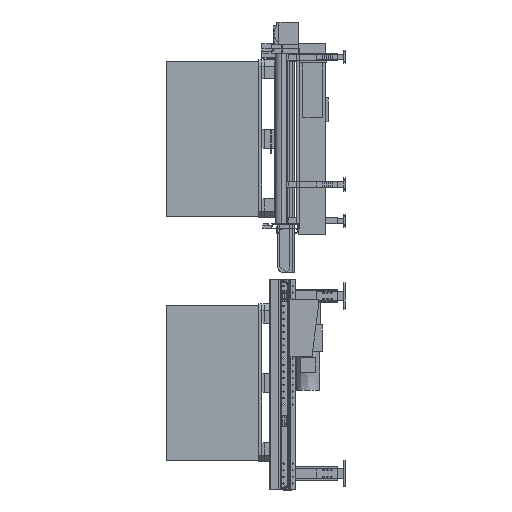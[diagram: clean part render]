
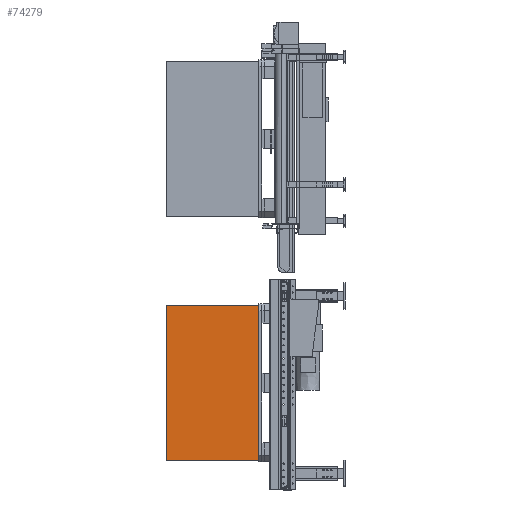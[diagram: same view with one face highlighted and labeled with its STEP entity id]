
A CAD part, left-side view. The second image highlights one B-rep face of the part: STEP entity #74279.
In plain terms, the highlighted free-form (B-spline) face has degree [1, 1] with [2, 2] control points.
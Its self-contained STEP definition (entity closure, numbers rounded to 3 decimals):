
#74250 = VERTEX_POINT('',#74251);
#74251 = CARTESIAN_POINT('',(82.326,710.088,
    -1327.009));
#74256 = EDGE_CURVE('',#74257,#74250,#74259,.T.);
#74257 = VERTEX_POINT('',#74258);
#74258 = CARTESIAN_POINT('',(82.326,1468.358,
    -1327.009));
#74259 = B_SPLINE_CURVE_WITH_KNOTS('',1,(#74260,#74261),.UNSPECIFIED.,
  .F.,.F.,(2,2),(0.,700.),.PIECEWISE_BEZIER_KNOTS.);
#74260 = CARTESIAN_POINT('',(82.326,1468.358,
    -1327.009));
#74261 = CARTESIAN_POINT('',(82.326,710.088,
    -1327.009));
#74279 = ADVANCED_FACE('',(#74280),#74302,.F.);
#74280 = FACE_BOUND('',#74281,.T.);
#74281 = EDGE_LOOP('',(#74282,#74289,#74296,#74301));
#74282 = ORIENTED_EDGE('',*,*,#74283,.T.);
#74283 = EDGE_CURVE('',#74250,#74284,#74286,.T.);
#74284 = VERTEX_POINT('',#74285);
#74285 = CARTESIAN_POINT('',(82.326,710.088,
    -48.781));
#74286 = B_SPLINE_CURVE_WITH_KNOTS('',1,(#74287,#74288),.UNSPECIFIED.,
  .F.,.F.,(2,2),(-1180.,0.),.PIECEWISE_BEZIER_KNOTS.);
#74287 = CARTESIAN_POINT('',(82.326,710.088,
    -1327.009));
#74288 = CARTESIAN_POINT('',(82.326,710.088,
    -48.781));
#74289 = ORIENTED_EDGE('',*,*,#74290,.F.);
#74290 = EDGE_CURVE('',#74291,#74284,#74293,.T.);
#74291 = VERTEX_POINT('',#74292);
#74292 = CARTESIAN_POINT('',(82.326,1468.358,
    -48.781));
#74293 = B_SPLINE_CURVE_WITH_KNOTS('',1,(#74294,#74295),.UNSPECIFIED.,
  .F.,.F.,(2,2),(0.,700.),.PIECEWISE_BEZIER_KNOTS.);
#74294 = CARTESIAN_POINT('',(82.326,1468.358,
    -48.781));
#74295 = CARTESIAN_POINT('',(82.326,710.088,
    -48.781));
#74296 = ORIENTED_EDGE('',*,*,#74297,.F.);
#74297 = EDGE_CURVE('',#74257,#74291,#74298,.T.);
#74298 = B_SPLINE_CURVE_WITH_KNOTS('',1,(#74299,#74300),.UNSPECIFIED.,
  .F.,.F.,(2,2),(-1180.,0.),.PIECEWISE_BEZIER_KNOTS.);
#74299 = CARTESIAN_POINT('',(82.326,1468.358,
    -1327.009));
#74300 = CARTESIAN_POINT('',(82.326,1468.358,
    -48.781));
#74301 = ORIENTED_EDGE('',*,*,#74256,.T.);
#74302 = B_SPLINE_SURFACE_WITH_KNOTS('',1,1,(
    (#74303,#74304)
    ,(#74305,#74306
    )),.UNSPECIFIED.,.F.,.F.,.F.,(2,2),(2,2),(0.,1180.),(-700.,0.),
  .PIECEWISE_BEZIER_KNOTS.);
#74303 = CARTESIAN_POINT('',(82.326,710.088,
    -48.781));
#74304 = CARTESIAN_POINT('',(82.326,1468.358,
    -48.781));
#74305 = CARTESIAN_POINT('',(82.326,710.088,
    -1327.009));
#74306 = CARTESIAN_POINT('',(82.326,1468.358,
    -1327.009));
